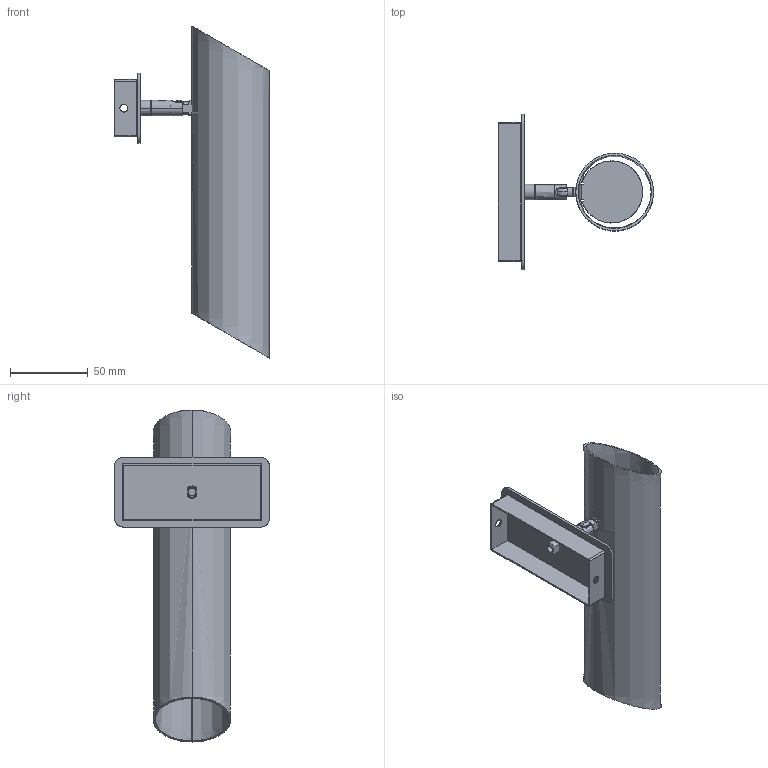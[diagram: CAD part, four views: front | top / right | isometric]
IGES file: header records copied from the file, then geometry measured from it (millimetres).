
Start section: SolidWorks IGES file using analytic representation for surfaces
Global section: file name: FARO LINK Aplique 1L.IGS; native system: SolidWorks 2012; preprocessor: SolidWorks 2012; author: ZairaHolgado; date: 140403.161256; units: millimetre
Bounding box: 99.87 x 100 x 213.87 mm (x, y, z)
Surface area: 85705.8 mm2 (no closed solid volume)
Topology: 0 solids, 0 shells, 131 faces, 2559 edges, 2559 vertices
Faces by surface type: revolution 71, bspline 60
